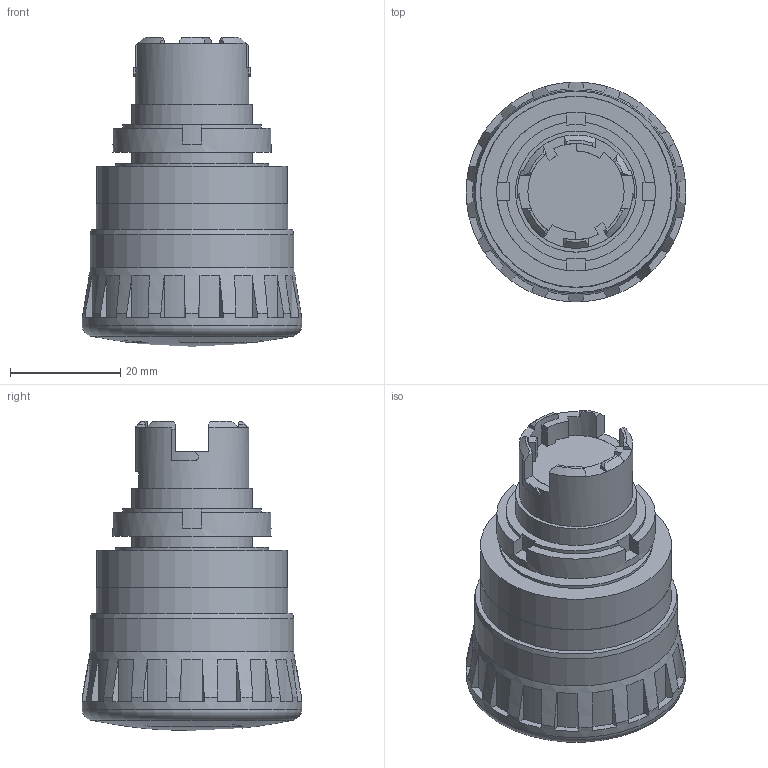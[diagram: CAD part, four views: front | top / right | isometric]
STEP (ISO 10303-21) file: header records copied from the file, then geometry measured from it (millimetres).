
FILE_DESCRIPTION( ( 'Unknown' ), '1' );
FILE_NAME( 'A20L-V4ER-Solid3D-20180706.stp', 'Unknown', ( 'Unknown' ), ( 'Unknown' ), 'XStep 1.0', 'Unknown', ' ' );
FILE_SCHEMA( ( 'automotive_design' ) );
Length unit declared in the file: millimetre
Products named in the file (1): BA20KM0301-A20K牙環-20110715
Bounding box: 39.9 x 39.9 x 56.21 mm (x, y, z)
Volume: 41950.3 mm3; surface area: 8503.9 mm2
Topology: 1 solids, 1 shells, 222 faces, 631 edges, 419 vertices
Faces by surface type: plane 154, cylinder 55, cone 8, sphere 4, torus 1
Full cylindrical faces by diameter (mm): 22 x2, 27.8 x1, 28.8 x1, 34.68 x1, 34.78 x1, 37 x1, 39.9 x1
Entity records: 8992 total; most frequent: CARTESIAN_POINT 1315, DIRECTION 1304, ORIENTED_EDGE 1216, EDGE_CURVE 608, AXIS2_PLACEMENT_3D 498, VERTEX_POINT 409, LINE 308, VECTOR 308
